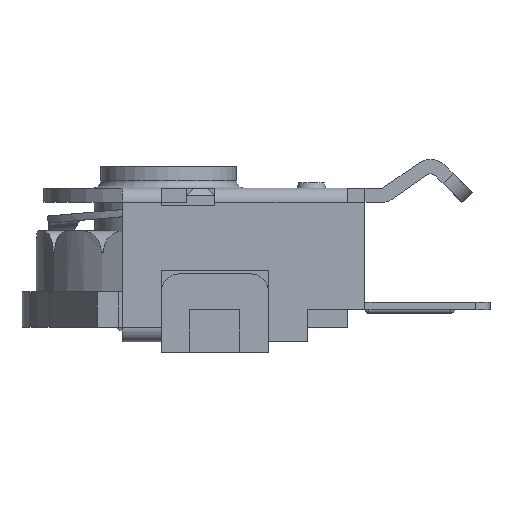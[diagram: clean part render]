
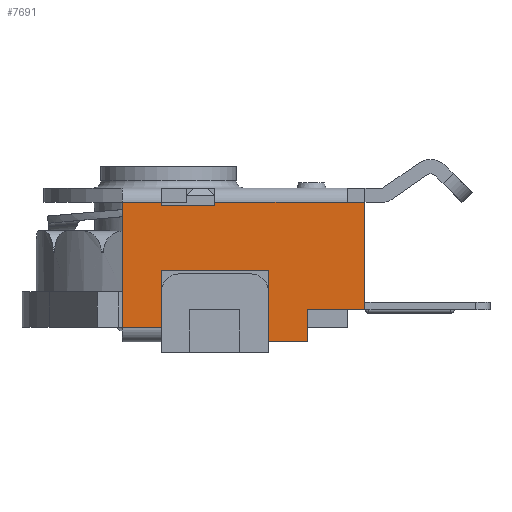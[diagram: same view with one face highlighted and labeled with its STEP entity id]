
A CAD part, front view. The second image highlights one B-rep face of the part: STEP entity #7691.
In plain terms, the highlighted face is planar.
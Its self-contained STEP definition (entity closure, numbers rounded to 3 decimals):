
#837=FACE_OUTER_BOUND('',#1250,.T.);
#1250=EDGE_LOOP('',(#6674,#6675,#6676,#6677,#6678,#6679,#6680,#6681,#6682,
#6683,#6684,#6685,#6686,#6687,#6688));
#2029=LINE('',#13427,#2844);
#2030=LINE('',#13430,#2845);
#2031=LINE('',#13432,#2846);
#2032=LINE('',#13434,#2847);
#2033=LINE('',#13436,#2848);
#2034=LINE('',#13438,#2849);
#2035=LINE('',#13440,#2850);
#2036=LINE('',#13442,#2851);
#2037=LINE('',#13444,#2852);
#2038=LINE('',#13446,#2853);
#2039=LINE('',#13448,#2854);
#2040=LINE('',#13450,#2855);
#2041=LINE('',#13452,#2856);
#2042=LINE('',#13454,#2857);
#2043=LINE('',#13455,#2858);
#2844=VECTOR('',#10156,10.);
#2845=VECTOR('',#10159,10.);
#2846=VECTOR('',#10160,10.);
#2847=VECTOR('',#10161,10.);
#2848=VECTOR('',#10162,10.);
#2849=VECTOR('',#10163,10.);
#2850=VECTOR('',#10164,10.);
#2851=VECTOR('',#10165,10.);
#2852=VECTOR('',#10166,10.);
#2853=VECTOR('',#10167,10.);
#2854=VECTOR('',#10168,10.);
#2855=VECTOR('',#10169,10.);
#2856=VECTOR('',#10170,10.);
#2857=VECTOR('',#10171,10.);
#2858=VECTOR('',#10172,10.);
#3616=VERTEX_POINT('',#13420);
#3619=VERTEX_POINT('',#13425);
#3620=VERTEX_POINT('',#13429);
#3621=VERTEX_POINT('',#13431);
#3622=VERTEX_POINT('',#13433);
#3623=VERTEX_POINT('',#13435);
#3624=VERTEX_POINT('',#13437);
#3625=VERTEX_POINT('',#13439);
#3626=VERTEX_POINT('',#13441);
#3627=VERTEX_POINT('',#13443);
#3628=VERTEX_POINT('',#13445);
#3629=VERTEX_POINT('',#13447);
#3630=VERTEX_POINT('',#13449);
#3631=VERTEX_POINT('',#13451);
#3632=VERTEX_POINT('',#13453);
#4689=EDGE_CURVE('',#3619,#3616,#2029,.T.);
#4690=EDGE_CURVE('',#3620,#3619,#2030,.T.);
#4691=EDGE_CURVE('',#3621,#3620,#2031,.T.);
#4692=EDGE_CURVE('',#3621,#3622,#2032,.T.);
#4693=EDGE_CURVE('',#3623,#3622,#2033,.T.);
#4694=EDGE_CURVE('',#3624,#3623,#2034,.T.);
#4695=EDGE_CURVE('',#3625,#3624,#2035,.T.);
#4696=EDGE_CURVE('',#3625,#3626,#2036,.T.);
#4697=EDGE_CURVE('',#3626,#3627,#2037,.T.);
#4698=EDGE_CURVE('',#3628,#3627,#2038,.T.);
#4699=EDGE_CURVE('',#3628,#3629,#2039,.T.);
#4700=EDGE_CURVE('',#3629,#3630,#2040,.T.);
#4701=EDGE_CURVE('',#3630,#3631,#2041,.T.);
#4702=EDGE_CURVE('',#3632,#3631,#2042,.T.);
#4703=EDGE_CURVE('',#3632,#3616,#2043,.T.);
#6674=ORIENTED_EDGE('',*,*,#4689,.F.);
#6675=ORIENTED_EDGE('',*,*,#4690,.F.);
#6676=ORIENTED_EDGE('',*,*,#4691,.F.);
#6677=ORIENTED_EDGE('',*,*,#4692,.T.);
#6678=ORIENTED_EDGE('',*,*,#4693,.F.);
#6679=ORIENTED_EDGE('',*,*,#4694,.F.);
#6680=ORIENTED_EDGE('',*,*,#4695,.F.);
#6681=ORIENTED_EDGE('',*,*,#4696,.T.);
#6682=ORIENTED_EDGE('',*,*,#4697,.T.);
#6683=ORIENTED_EDGE('',*,*,#4698,.F.);
#6684=ORIENTED_EDGE('',*,*,#4699,.T.);
#6685=ORIENTED_EDGE('',*,*,#4700,.T.);
#6686=ORIENTED_EDGE('',*,*,#4701,.T.);
#6687=ORIENTED_EDGE('',*,*,#4702,.F.);
#6688=ORIENTED_EDGE('',*,*,#4703,.T.);
#7316=PLANE('',#8373);
#7691=ADVANCED_FACE('',(#837),#7316,.T.);
#8373=AXIS2_PLACEMENT_3D('',#13428,#10157,#10158);
#10156=DIRECTION('',(-1.,0.,0.));
#10157=DIRECTION('center_axis',(0.,0.,1.));
#10158=DIRECTION('ref_axis',(1.,0.,0.));
#10159=DIRECTION('',(0.,-1.,0.));
#10160=DIRECTION('',(-1.,0.,0.));
#10161=DIRECTION('',(0.,-1.,0.));
#10162=DIRECTION('',(-1.,0.,0.));
#10163=DIRECTION('',(0.,-1.,0.));
#10164=DIRECTION('',(-1.,0.,0.));
#10165=DIRECTION('',(0.,1.,0.));
#10166=DIRECTION('',(-1.,0.,0.));
#10167=DIRECTION('',(1.,0.,0.));
#10168=DIRECTION('',(0.,-1.,0.));
#10169=DIRECTION('',(-1.,0.,0.));
#10170=DIRECTION('',(0.,1.,0.));
#10171=DIRECTION('',(1.,0.,0.));
#10172=DIRECTION('',(0.,-1.,0.));
#13420=CARTESIAN_POINT('',(-1.3,-3.5,4.85));
#13425=CARTESIAN_POINT('',(-0.2,-3.5,4.85));
#13427=CARTESIAN_POINT('',(-1.025,-3.5,4.85));
#13428=CARTESIAN_POINT('Origin',(-1.3,0.,4.85));
#13429=CARTESIAN_POINT('',(-0.2,-1.9,4.85));
#13430=CARTESIAN_POINT('',(-0.2,-1.9,4.85));
#13431=CARTESIAN_POINT('',(2.8,-1.9,4.85));
#13432=CARTESIAN_POINT('',(-1.3,-1.9,4.85));
#13433=CARTESIAN_POINT('',(2.8,-3.9,4.85));
#13434=CARTESIAN_POINT('',(2.8,-1.9,4.85));
#13435=CARTESIAN_POINT('',(3.9,-3.9,4.85));
#13436=CARTESIAN_POINT('',(3.9,-3.9,4.85));
#13437=CARTESIAN_POINT('',(3.9,-3.,4.85));
#13438=CARTESIAN_POINT('',(3.9,-3.,4.85));
#13439=CARTESIAN_POINT('',(5.5,-3.,4.85));
#13440=CARTESIAN_POINT('',(5.5,-3.,4.85));
#13441=CARTESIAN_POINT('',(5.5,0.,4.85));
#13442=CARTESIAN_POINT('',(5.5,0.,4.85));
#13443=CARTESIAN_POINT('',(5.,0.,4.85));
#13444=CARTESIAN_POINT('',(1.975,0.,4.85));
#13445=CARTESIAN_POINT('',(1.3,0.,4.85));
#13446=CARTESIAN_POINT('',(0.277,0.,4.85));
#13447=CARTESIAN_POINT('',(1.3,-0.1,4.85));
#13448=CARTESIAN_POINT('',(1.3,0.2,4.85));
#13449=CARTESIAN_POINT('',(-0.2,-0.1,4.85));
#13450=CARTESIAN_POINT('',(-0.336,-0.1,4.85));
#13451=CARTESIAN_POINT('',(-0.2,0.,4.85));
#13452=CARTESIAN_POINT('',(-0.2,0.2,4.85));
#13453=CARTESIAN_POINT('',(-1.3,0.,4.85));
#13454=CARTESIAN_POINT('',(0.277,0.,4.85));
#13455=CARTESIAN_POINT('',(-1.3,0.,4.85));
